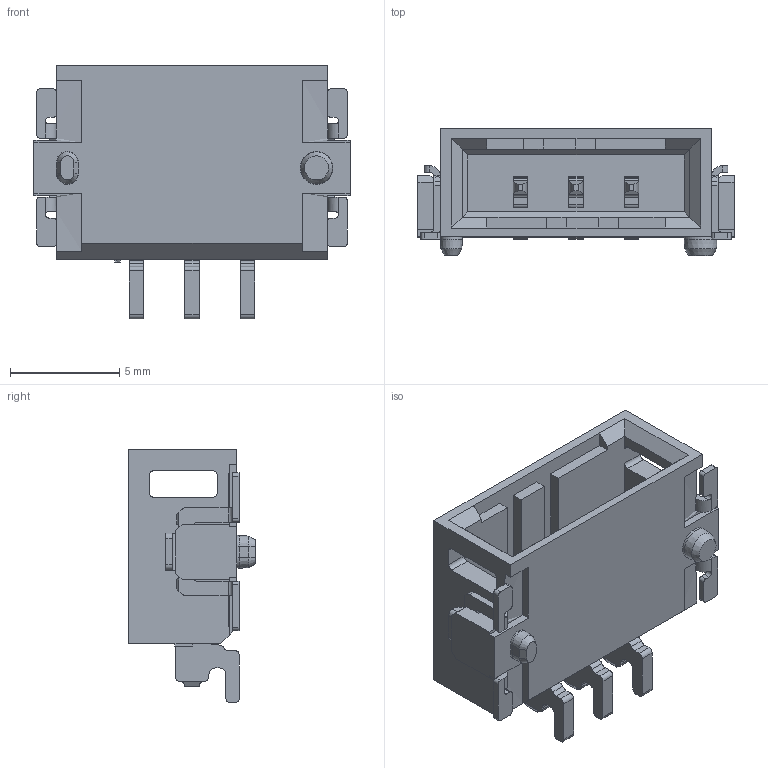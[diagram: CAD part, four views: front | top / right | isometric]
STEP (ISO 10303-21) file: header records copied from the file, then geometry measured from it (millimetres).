
FILE_DESCRIPTION( ('This file contains a STEP AP42 implementation' ,'as created by ZW3D STEP Interface translator.') ,'2;1' );
FILE_NAME( '3915-P03-1ZXXWDXR1.stp' ,'23 9 1.134037', (''), ('ZWCAD Software Co.'), 'Version 1.0', 'ZW3D to STEP translator', '' );
FILE_SCHEMA(('AUTOMOTIVE_DESIGN { 1 0 10303 214 1 1 1 1 }'));
Length unit declared in the file: millimetre
Products named in the file (2): 0; M3-90-ASM
Bounding box: 14.44 x 5.8 x 11.6 mm (x, y, z)
Volume: 321.8 mm3; surface area: 884 mm2
Topology: 1 solids, 1 shells, 585 faces, 1675 edges, 1078 vertices
Faces by surface type: plane 397, cylinder 179, cone 6, bspline 3
Full cylindrical faces by diameter (mm): 1.5 x1
Entity records: 21420 total; most frequent: CARTESIAN_POINT 6224, ORIENTED_EDGE 3372, DIRECTION 2576, EDGE_CURVE 1675, VERTEX_POINT 1078, VECTOR 992, LINE 992, AXIS2_PLACEMENT_3D 792
